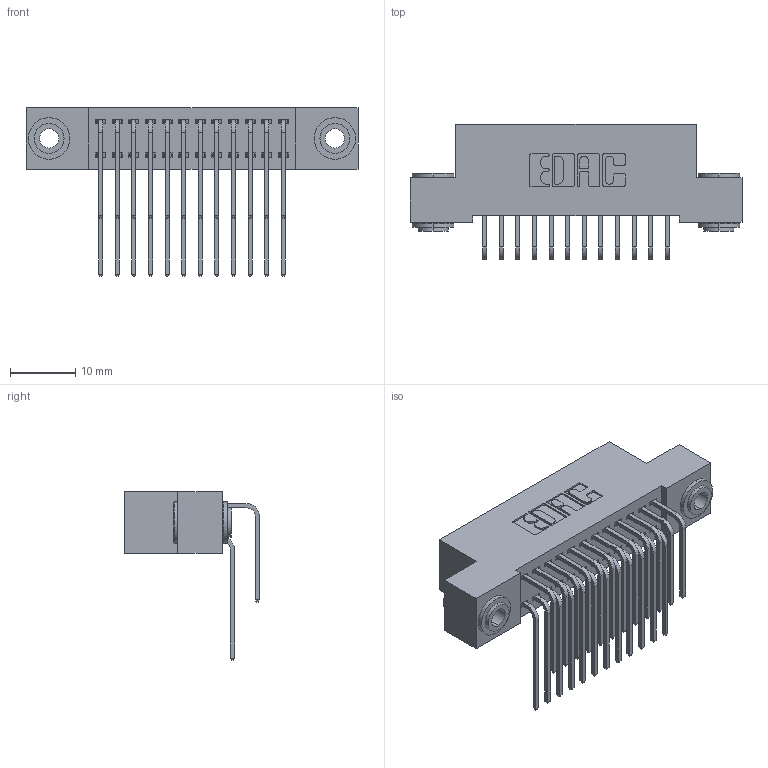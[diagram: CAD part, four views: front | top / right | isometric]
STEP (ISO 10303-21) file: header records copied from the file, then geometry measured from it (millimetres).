
FILE_DESCRIPTION (( 'STEP AP203' ), '1' );
FILE_NAME ('342-024-559-203.STEP', '2019-10-02T00:19:21', ( '' ), ( '' ), 'SwSTEP 2.0', 'SolidWorks 2016', '' );
FILE_SCHEMA (( 'CONFIG_CONTROL_DESIGN' ));
Length unit declared in the file: inch
Products named in the file (5): 342-250-002_345-250-002-102; 342-024-559-203; 342 Part_.156 TH; 345-292-001_558 559 Tail - 1; 345-292-001_559 Tail - 2
Assembly tree (27 placements, depth 2):
  342-024-559-203
    342 Part_.156 TH
    345-292-001_558 559 Tail - 1  x12
    345-292-001_559 Tail - 2  x12
    342-250-002_345-250-002-102  x2
Bounding box: 50.8 x 20.64 x 25.78 mm (x, y, z)
Volume: 4583.6 mm3; surface area: 7562.2 mm2
Topology: 27 solids, 27 shells, 1444 faces, 4239 edges, 2790 vertices
Faces by surface type: plane 988, cylinder 448, cone 8
Entity records: 13902 total; most frequent: CARTESIAN_POINT 2364, ORIENTED_EDGE 2242, DIRECTION 2087, EDGE_CURVE 1121, VECTOR 929, LINE 929, VERTEX_POINT 742, AXIS2_PLACEMENT_3D 579
